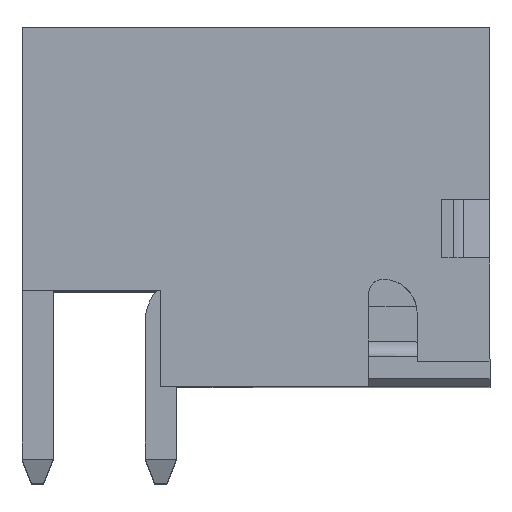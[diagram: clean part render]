
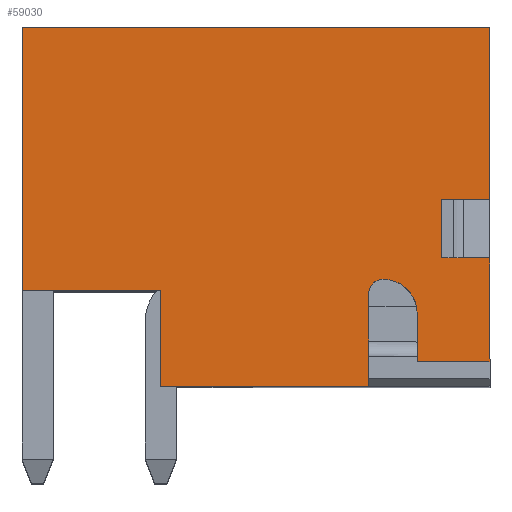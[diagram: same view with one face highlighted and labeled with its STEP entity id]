
A CAD part, top view. The second image highlights one B-rep face of the part: STEP entity #59030.
In plain terms, the highlighted face is planar.
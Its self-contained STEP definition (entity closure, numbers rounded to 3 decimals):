
#22720=CARTESIAN_POINT('',(-1.52,-1.47,
7.1));
#22730=VERTEX_POINT('',#22720);
#22760=CARTESIAN_POINT('',(-1.52,3.747,
7.1));
#22770=DIRECTION('',(0.,1.,0.));
#22780=VECTOR('',#22770,1.);
#22790=LINE('',#22760,#22780);
#22800=CARTESIAN_POINT('',(-1.52,0.67,
7.1));
#22810=VERTEX_POINT('',#22800);
#22820=EDGE_CURVE('',#22730,#22810,#22790,.T.);
#23040=CARTESIAN_POINT('',(-1.52,1.87,
7.1));
#23050=VERTEX_POINT('',#23040);
#23080=CARTESIAN_POINT('',(-1.52,5.42,
7.1));
#23090=VERTEX_POINT('',#23080);
#23100=EDGE_CURVE('',#23050,#23090,#22790,.T.);
#26940=CARTESIAN_POINT('',(-1.52,5.42,
-2.54));
#26950=VERTEX_POINT('',#26940);
#27070=CARTESIAN_POINT('',(-1.52,5.42,
12.033));
#27080=DIRECTION('',(0.,0.,1.));
#27090=VECTOR('',#27080,1.);
#27100=LINE('',#27070,#27090);
#27110=EDGE_CURVE('',#26950,#23090,#27100,.T.);
#28580=CARTESIAN_POINT('',(-1.52,-1.47,
5.6));
#28590=VERTEX_POINT('',#28580);
#28620=CARTESIAN_POINT('',(-1.52,-1.47,
12.033));
#28630=DIRECTION('',(0.,0.,1.));
#28640=VECTOR('',#28630,1.);
#28650=LINE('',#28620,#28640);
#28660=EDGE_CURVE('',#28590,#22730,#28650,.T.);
#39040=CARTESIAN_POINT('',(-1.52,1.333,-2.54));
#39050=DIRECTION('',(0.,1.,0.));
#39060=VECTOR('',#39050,1.);
#39070=LINE('',#39040,#39060);
#39080=CARTESIAN_POINT('',(-1.52,0.,
-2.54));
#39090=VERTEX_POINT('',#39080);
#39100=EDGE_CURVE('',#39090,#26950,#39070,.T.);
#43250=CARTESIAN_POINT('',(-1.52,1.333,
4.6));
#43260=DIRECTION('',(0.,1.,0.));
#43270=VECTOR('',#43260,1.);
#43280=LINE('',#43250,#43270);
#43290=CARTESIAN_POINT('',(-1.52,-1.97,
4.6));
#43300=VERTEX_POINT('',#43290);
#43310=CARTESIAN_POINT('',(-1.52,-0.07,
4.6));
#43320=VERTEX_POINT('',#43310);
#43330=EDGE_CURVE('',#43300,#43320,#43280,.T.);
#51100=CARTESIAN_POINT('',(-1.52,-1.97,
0.32));
#51110=VERTEX_POINT('',#51100);
#51140=CARTESIAN_POINT('',(-1.52,-1.97,
12.033));
#51150=DIRECTION('',(0.,0.,1.));
#51160=VECTOR('',#51150,1.);
#51170=LINE('',#51140,#51160);
#51180=EDGE_CURVE('',#51110,#43300,#51170,.T.);
#56140=CARTESIAN_POINT('',(-1.52,-0.47,
4.9));
#56150=DIRECTION('',(1.,0.,0.));
#56160=DIRECTION('',(0.,1.,0.));
#56170=AXIS2_PLACEMENT_3D('',#56140,#56150,#56160);
#56180=CIRCLE('',#56170,0.7);
#56190=CARTESIAN_POINT('',(-1.52,0.23,
4.9));
#56200=VERTEX_POINT('',#56190);
#56210=CARTESIAN_POINT('',(-1.52,-0.47,
5.6));
#56220=VERTEX_POINT('',#56210);
#56230=EDGE_CURVE('',#56200,#56220,#56180,.T.);
#57230=CARTESIAN_POINT('',(-1.52,0.,
0.32));
#57240=VERTEX_POINT('',#57230);
#57270=CARTESIAN_POINT('',(-1.52,1.333,
0.32));
#57280=DIRECTION('',(0.,-1.,0.));
#57290=VECTOR('',#57280,1.);
#57300=LINE('',#57270,#57290);
#57310=EDGE_CURVE('',#57240,#51110,#57300,.T.);
#58240=CARTESIAN_POINT('',(-1.52,0.67,
6.135));
#58250=VERTEX_POINT('',#58240);
#58300=CARTESIAN_POINT('',(-1.52,1.333,
6.135));
#58310=DIRECTION('',(-0.,1.,0.));
#58320=VECTOR('',#58310,1.);
#58330=LINE('',#58300,#58320);
#58340=CARTESIAN_POINT('',(-1.52,1.87,
6.135));
#58350=VERTEX_POINT('',#58340);
#58360=EDGE_CURVE('',#58250,#58350,#58330,.T.);
#58550=CARTESIAN_POINT('',(-1.52,4.13,
3.18));
#58560=DIRECTION('',(-1.,0.,0.));
#58570=DIRECTION('',(0.,0.,1.));
#58580=AXIS2_PLACEMENT_3D('',#58550,#58560,#58570);
#58590=PLANE('',#58580);
#58600=ORIENTED_EDGE('',*,*,#39100,.F.);
#58610=ORIENTED_EDGE('',*,*,#27110,.F.);
#58620=ORIENTED_EDGE('',*,*,#23100,.T.);
#58630=CARTESIAN_POINT('',(-1.52,1.87,
12.033));
#58640=DIRECTION('',(0.,0.,1.));
#58650=VECTOR('',#58640,1.);
#58660=LINE('',#58630,#58650);
#58670=EDGE_CURVE('',#58350,#23050,#58660,.T.);
#58680=ORIENTED_EDGE('',*,*,#58670,.T.);
#58690=ORIENTED_EDGE('',*,*,#58360,.T.);
#58700=CARTESIAN_POINT('',(-1.52,0.67,
12.033));
#58710=DIRECTION('',(0.,0.,1.));
#58720=VECTOR('',#58710,1.);
#58730=LINE('',#58700,#58720);
#58740=EDGE_CURVE('',#58250,#22810,#58730,.T.);
#58750=ORIENTED_EDGE('',*,*,#58740,.F.);
#58760=ORIENTED_EDGE('',*,*,#22820,.T.);
#58770=ORIENTED_EDGE('',*,*,#28660,.T.);
#58780=CARTESIAN_POINT('',(-1.52,1.207,
5.6));
#58790=DIRECTION('',(0.,1.,0.));
#58800=VECTOR('',#58790,1.);
#58810=LINE('',#58780,#58800);
#58820=EDGE_CURVE('',#28590,#56220,#58810,.T.);
#58830=ORIENTED_EDGE('',*,*,#58820,.F.);
#58840=ORIENTED_EDGE('',*,*,#56230,.T.);
#58850=CARTESIAN_POINT('',(-1.52,-0.07,
4.9));
#58860=DIRECTION('',(-1.,0.,0.));
#58870=DIRECTION('',(0.,-1.,0.));
#58880=AXIS2_PLACEMENT_3D('',#58850,#58860,#58870);
#58890=CIRCLE('',#58880,0.3);
#58900=EDGE_CURVE('',#56200,#43320,#58890,.T.);
#58910=ORIENTED_EDGE('',*,*,#58900,.F.);
#58920=ORIENTED_EDGE('',*,*,#43330,.T.);
#58930=ORIENTED_EDGE('',*,*,#51180,.T.);
#58940=ORIENTED_EDGE('',*,*,#57310,.T.);
#58950=CARTESIAN_POINT('',(-1.52,0.,
12.033));
#58960=DIRECTION('',(0.,0.,1.));
#58970=VECTOR('',#58960,1.);
#58980=LINE('',#58950,#58970);
#58990=EDGE_CURVE('',#39090,#57240,#58980,.T.);
#59000=ORIENTED_EDGE('',*,*,#58990,.T.);
#59010=EDGE_LOOP('',(#59000,#58940,#58930,#58920,#58910,#58840,#58830,
#58770,#58760,#58750,#58690,#58680,#58620,#58610,#58600));
#59020=FACE_OUTER_BOUND('',#59010,.T.);
#59030=ADVANCED_FACE('',(#59020),#58590,.T.);
